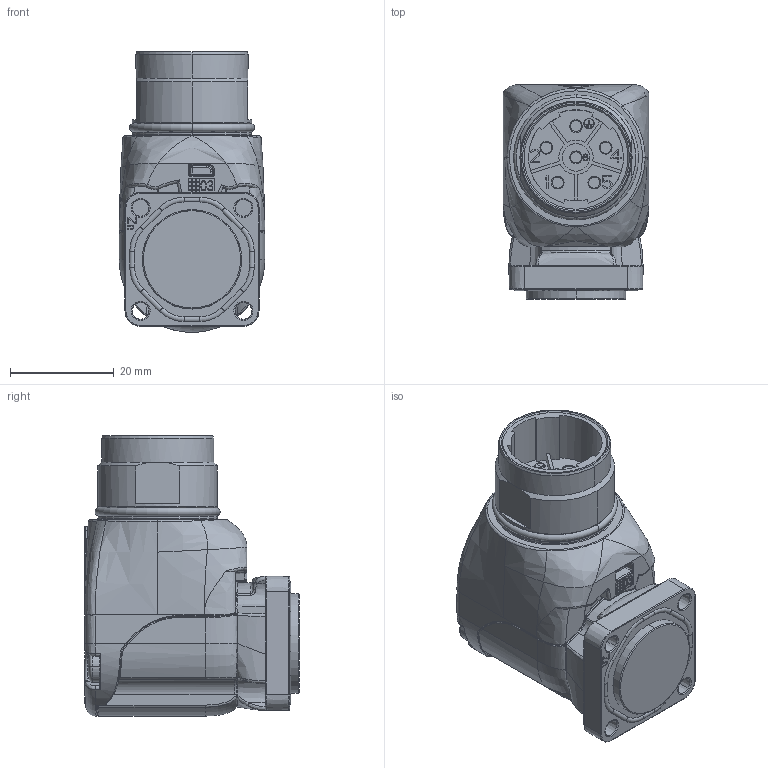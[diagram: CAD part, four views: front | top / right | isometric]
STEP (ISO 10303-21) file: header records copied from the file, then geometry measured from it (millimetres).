
FILE_DESCRIPTION((''),'2;1');
FILE_NAME('1607036','2015-10-02T',('feitelbuss'),(''),'PRO/ENGINEER BY PARAMETRIC TECHNOLOGY CORPORATION, 2014200','PRO/ENGINEER BY PARAMETRIC TECHNOLOGY CORPORATION, 2014200','');
FILE_SCHEMA(('AUTOMOTIVE_DESIGN { 1 0 10303 214 1 1 1 1 }'));
Products named in the file (1): 1607036
Bounding box: 28 x 41.25 x 54 mm (x, y, z)
Volume: 36377.6 mm3; surface area: 9034.3 mm2
Topology: 1 solids, 1 shells, 1117 faces, 2878 edges, 1791 vertices
Faces by surface type: plane 495, bspline 300, cylinder 160, torus 81, cone 53, extrusion 11, revolution 10, sphere 7
Entity records: 49970 total; most frequent: CARTESIAN_POINT 24814, ORIENTED_EDGE 5748, DIRECTION 4404, EDGE_CURVE 2874, VERTEX_POINT 1791, VECTOR 1508, LINE 1497, AXIS2_PLACEMENT_3D 1443
